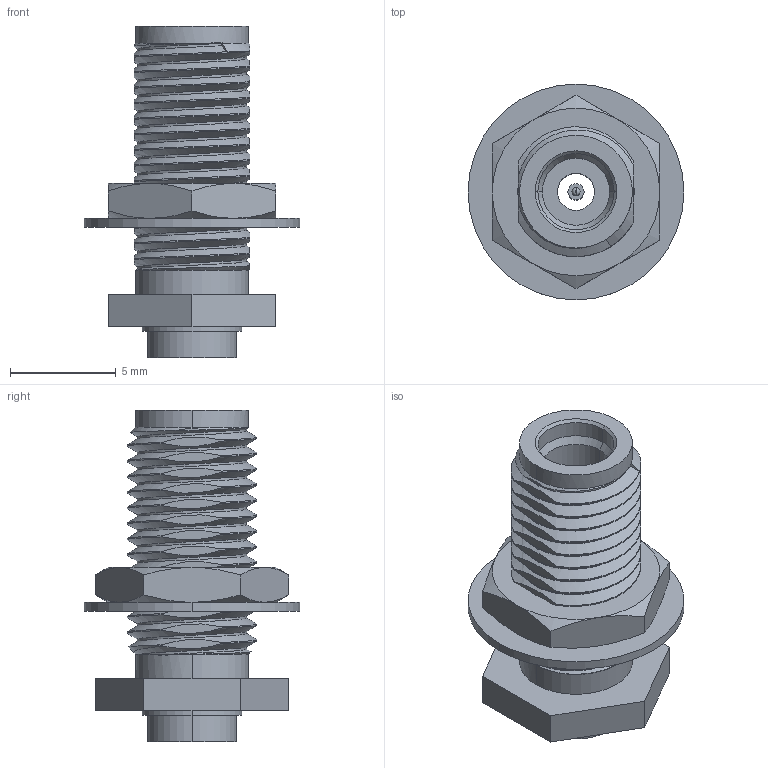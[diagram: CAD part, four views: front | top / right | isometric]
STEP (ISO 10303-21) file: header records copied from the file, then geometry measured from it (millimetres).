
FILE_DESCRIPTION (( 'STEP AP203' ), '1' );
FILE_NAME ('2610-04-1.STEP', '2026-01-09T17:59:13', ( '' ), ( '' ), 'SwSTEP 2.0', 'SolidWorks 2024', '' );
FILE_SCHEMA (( 'CONFIG_CONTROL_DESIGN' ));
Length unit declared in the file: inch
Products named in the file (7): 2610-04-4; 1200-03-16; 2610-04-1; 2610-04-21; 2610-04-39; 1207-22-33; 5310-07-25
Assembly tree (5 placements, depth 2):
  2610-04-1
    2610-04-4
    2610-04-21
    2610-04-39
    1200-03-16
    1207-22-33
  5310-07-25
Bounding box: 10.21 x 10.21 x 15.7 mm (x, y, z)
Volume: 286.7 mm3; surface area: 1038.2 mm2
Topology: 6 solids, 6 shells, 226 faces, 558 edges, 353 vertices
Faces by surface type: plane 94, cylinder 85, cone 36, torus 6, bspline 5
Entity records: 10109 total; most frequent: CARTESIAN_POINT 4309, ORIENTED_EDGE 1116, DIRECTION 1001, EDGE_CURVE 558, AXIS2_PLACEMENT_3D 377, VERTEX_POINT 353, VECTOR 247, LINE 247
